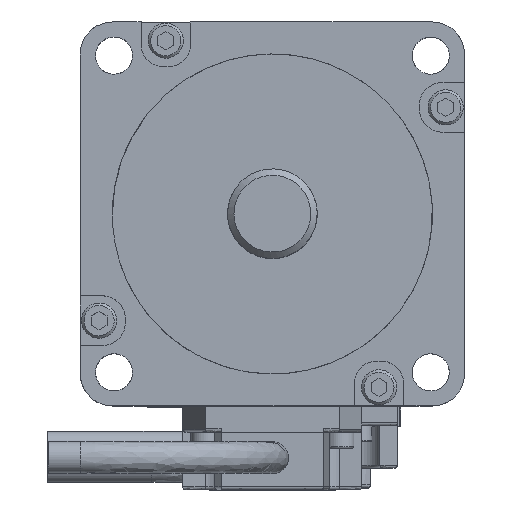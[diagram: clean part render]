
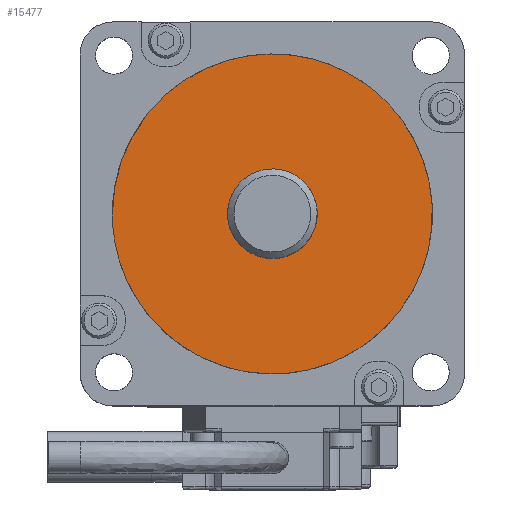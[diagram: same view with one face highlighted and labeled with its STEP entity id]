
A CAD part, top view. The second image highlights one B-rep face of the part: STEP entity #15477.
In plain terms, the highlighted free-form (B-spline) face has degree [1, 1] with [2, 2] control points.
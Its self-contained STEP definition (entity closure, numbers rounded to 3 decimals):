
#14636 = EDGE_CURVE('',#14637,#14637,#14639,.T.);
#14637 = VERTEX_POINT('',#14638);
#14638 = CARTESIAN_POINT('',(-21.925,0.,
    2.631));
#14639 = ( BOUNDED_CURVE() B_SPLINE_CURVE(2,(#14640,#14641,#14642,#14643
    ,#14644,#14645,#14646),.UNSPECIFIED.,.T.,.F.) 
B_SPLINE_CURVE_WITH_KNOTS((3,2,2,3),(3.142,5.236,
7.33,9.425),.PIECEWISE_BEZIER_KNOTS.) CURVE() 
GEOMETRIC_REPRESENTATION_ITEM() RATIONAL_B_SPLINE_CURVE((1.,0.5,1.,0.5,
1.,0.5,1.)) REPRESENTATION_ITEM('') );
#14640 = CARTESIAN_POINT('',(-21.925,0.,
    2.631));
#14641 = CARTESIAN_POINT('',(-21.925,37.975,
    2.631));
#14642 = CARTESIAN_POINT('',(10.962,18.987,
    2.631));
#14643 = CARTESIAN_POINT('',(43.849,0.,
    2.631));
#14644 = CARTESIAN_POINT('',(10.962,-18.987,
    2.631));
#14645 = CARTESIAN_POINT('',(-21.925,-37.975,
    2.631));
#14646 = CARTESIAN_POINT('',(-21.925,0.,
    2.631));
#15477 = ADVANCED_FACE('',(#15478,#15481),#15495,.T.);
#15478 = FACE_BOUND('',#15479,.T.);
#15479 = EDGE_LOOP('',(#15480));
#15480 = ORIENTED_EDGE('',*,*,#14636,.F.);
#15481 = FACE_BOUND('',#15482,.T.);
#15482 = EDGE_LOOP('',(#15483));
#15483 = ORIENTED_EDGE('',*,*,#15484,.F.);
#15484 = EDGE_CURVE('',#15485,#15485,#15487,.T.);
#15485 = VERTEX_POINT('',#15486);
#15486 = CARTESIAN_POINT('',(-6.139,0.,
    2.631));
#15487 = ( BOUNDED_CURVE() B_SPLINE_CURVE(2,(#15488,#15489,#15490,#15491
    ,#15492,#15493,#15494),.UNSPECIFIED.,.T.,.F.) 
B_SPLINE_CURVE_WITH_KNOTS((1,2,2,2,2,1),(-2.094,0.,
    2.094,4.189,6.283,8.378),
.UNSPECIFIED.) CURVE() GEOMETRIC_REPRESENTATION_ITEM() 
RATIONAL_B_SPLINE_CURVE((1.,0.5,1.,0.5,1.,0.5,1.)) REPRESENTATION_ITEM(
  '') );
#15488 = CARTESIAN_POINT('',(-6.139,0.,
    2.631));
#15489 = CARTESIAN_POINT('',(-6.139,-10.633,
    2.631));
#15490 = CARTESIAN_POINT('',(3.069,-5.316,
    2.631));
#15491 = CARTESIAN_POINT('',(12.278,0.,
    2.631));
#15492 = CARTESIAN_POINT('',(3.069,5.316,
    2.631));
#15493 = CARTESIAN_POINT('',(-6.139,10.633,
    2.631));
#15494 = CARTESIAN_POINT('',(-6.139,0.,
    2.631));
#15495 = B_SPLINE_SURFACE_WITH_KNOTS('',1,1,(
    (#15496,#15497)
    ,(#15498,#15499
    )),.UNSPECIFIED.,.F.,.F.,.F.,(2,2),(2,2),(-25.,25.),(-25.
    ,25.),.PIECEWISE_BEZIER_KNOTS.);
#15496 = CARTESIAN_POINT('',(21.925,21.925,
    2.631));
#15497 = CARTESIAN_POINT('',(21.925,-21.925,
    2.631));
#15498 = CARTESIAN_POINT('',(-21.925,21.925,
    2.631));
#15499 = CARTESIAN_POINT('',(-21.925,-21.925,
    2.631));
